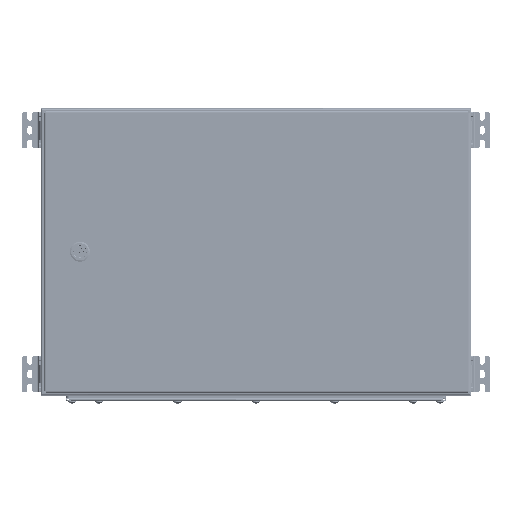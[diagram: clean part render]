
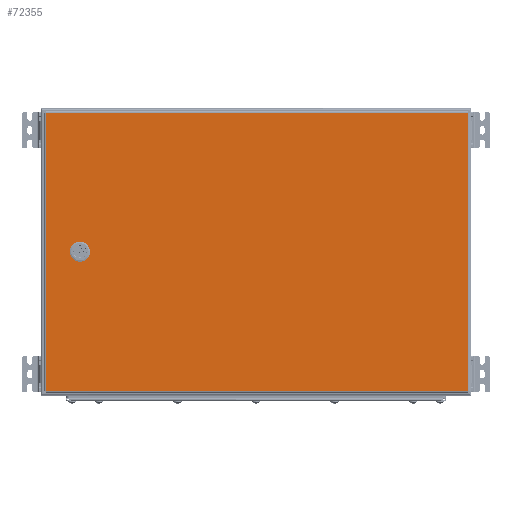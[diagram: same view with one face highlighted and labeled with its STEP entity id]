
A CAD part, top view. The second image highlights one B-rep face of the part: STEP entity #72355.
In plain terms, the highlighted planar face has unit normal (0, 0, 1).
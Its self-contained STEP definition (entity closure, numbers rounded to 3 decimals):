
#65 = CARTESIAN_POINT ( 'NONE',  ( -294.793, -194., 0. ) ) ;
#437 = LINE ( 'NONE', #65, #29971 ) ;
#769 = LINE ( 'NONE', #24165, #30046 ) ;
#1006 = VERTEX_POINT ( 'NONE', #41072 ) ;
#1582 = VERTEX_POINT ( 'NONE', #9851 ) ;
#1619 = CARTESIAN_POINT ( 'NONE',  ( -242.363, -10.25, 0. ) ) ;
#2226 = PLANE ( 'NONE',  #7676 ) ;
#2979 = FACE_OUTER_BOUND ( 'NONE', #44235, .T. ) ;
#3039 = VERTEX_POINT ( 'NONE', #1619 ) ;
#3289 = EDGE_CURVE ( 'NONE', #3039, #58680, #9297, .T. ) ;
#6018 = CARTESIAN_POINT ( 'NONE',  ( 0., -10.25, 0. ) ) ;
#6070 = CARTESIAN_POINT ( 'NONE',  ( 294., -194., 0. ) ) ;
#6203 = CARTESIAN_POINT ( 'NONE',  ( -247., 0., 0. ) ) ;
#6787 = LINE ( 'NONE', #11782, #73920 ) ;
#7676 = AXIS2_PLACEMENT_3D ( 'NONE', #49847, #50592, #73322 ) ;
#8685 = DIRECTION ( 'NONE',  ( 0., 0., 1. ) ) ;
#9297 = CIRCLE ( 'NONE', #53406, 11.25 ) ;
#9547 = EDGE_CURVE ( 'NONE', #48437, #11851, #37225, .T. ) ;
#9851 = CARTESIAN_POINT ( 'NONE',  ( -257.25, 4.637, 0. ) ) ;
#11004 = EDGE_CURVE ( 'NONE', #37070, #11851, #769, .T. ) ;
#11691 = EDGE_CURVE ( 'NONE', #58799, #58921, #69779, .T. ) ;
#11782 = CARTESIAN_POINT ( 'NONE',  ( -294., 194.793, 0. ) ) ;
#11851 = VERTEX_POINT ( 'NONE', #42409 ) ;
#12346 = DIRECTION ( 'NONE',  ( 1., 0., 0. ) ) ;
#13769 = DIRECTION ( 'NONE',  ( -1., 0., 0. ) ) ;
#14033 = DIRECTION ( 'NONE',  ( 1., 0., 0. ) ) ;
#14428 = CARTESIAN_POINT ( 'NONE',  ( -236.75, 4.637, 0. ) ) ;
#15418 = CARTESIAN_POINT ( 'NONE',  ( -251.637, 10.25, 0. ) ) ;
#17128 = DIRECTION ( 'NONE',  ( 0., 1., 0. ) ) ;
#17554 = ORIENTED_EDGE ( 'NONE', *, *, #3289, .F. ) ;
#18954 = AXIS2_PLACEMENT_3D ( 'NONE', #22090, #21714, #57072 ) ;
#20836 = EDGE_CURVE ( 'NONE', #70691, #43846, #33646, .T. ) ;
#21714 = DIRECTION ( 'NONE',  ( 0., 0., 1. ) ) ;
#22090 = CARTESIAN_POINT ( 'NONE',  ( -247., 0., 0. ) ) ;
#22421 = DIRECTION ( 'NONE',  ( 0., 1., 0. ) ) ;
#23441 = CARTESIAN_POINT ( 'NONE',  ( -257.25, 0., 0. ) ) ;
#23655 = ORIENTED_EDGE ( 'NONE', *, *, #20836, .F. ) ;
#24165 = CARTESIAN_POINT ( 'NONE',  ( 0., 10.25, 0. ) ) ;
#25199 = DIRECTION ( 'NONE',  ( 0., 0., 1. ) ) ;
#25526 = CARTESIAN_POINT ( 'NONE',  ( -247., 0., 0. ) ) ;
#26344 = CARTESIAN_POINT ( 'NONE',  ( -247., 0., 0. ) ) ;
#26421 = VECTOR ( 'NONE', #17128, 1000. ) ;
#29971 = VECTOR ( 'NONE', #12346, 1000. ) ;
#30046 = VECTOR ( 'NONE', #69566, 1000. ) ;
#32191 = ORIENTED_EDGE ( 'NONE', *, *, #70101, .F. ) ;
#33646 = CIRCLE ( 'NONE', #18954, 11.25 ) ;
#34194 = ORIENTED_EDGE ( 'NONE', *, *, #11004, .T. ) ;
#34363 = ORIENTED_EDGE ( 'NONE', *, *, #70420, .F. ) ;
#35457 = LINE ( 'NONE', #75107, #61622 ) ;
#35526 = CARTESIAN_POINT ( 'NONE',  ( 294., -194.793, 0. ) ) ;
#37070 = VERTEX_POINT ( 'NONE', #15418 ) ;
#37225 = CIRCLE ( 'NONE', #50744, 11.25 ) ;
#37531 = CARTESIAN_POINT ( 'NONE',  ( -257.25, -4.637, 0. ) ) ;
#39010 = ORIENTED_EDGE ( 'NONE', *, *, #40771, .T. ) ;
#39489 = VECTOR ( 'NONE', #58430, 1000. ) ;
#40368 = EDGE_LOOP ( 'NONE', ( #46850, #34363, #17554, #48891, #23655, #68017, #32191, #34194 ) ) ;
#40771 = EDGE_CURVE ( 'NONE', #65742, #1006, #6787, .T. ) ;
#41072 = CARTESIAN_POINT ( 'NONE',  ( -294., -194., 0. ) ) ;
#42069 = EDGE_CURVE ( 'NONE', #43846, #3039, #57093, .T. ) ;
#42409 = CARTESIAN_POINT ( 'NONE',  ( -242.363, 10.25, 0. ) ) ;
#42932 = LINE ( 'NONE', #66434, #74609 ) ;
#43468 = EDGE_CURVE ( 'NONE', #1006, #58799, #437, .T. ) ;
#43846 = VERTEX_POINT ( 'NONE', #74843 ) ;
#44091 = CARTESIAN_POINT ( 'NONE',  ( -236.75, -4.637, 0. ) ) ;
#44235 = EDGE_LOOP ( 'NONE', ( #55340, #73841, #66325, #39010 ) ) ;
#46850 = ORIENTED_EDGE ( 'NONE', *, *, #9547, .F. ) ;
#48437 = VERTEX_POINT ( 'NONE', #14428 ) ;
#48891 = ORIENTED_EDGE ( 'NONE', *, *, #42069, .F. ) ;
#49041 = EDGE_CURVE ( 'NONE', #58921, #65742, #42932, .T. ) ;
#49847 = CARTESIAN_POINT ( 'NONE',  ( 0., 0., 0. ) ) ;
#50592 = DIRECTION ( 'NONE',  ( 0., 0., -1. ) ) ;
#50744 = AXIS2_PLACEMENT_3D ( 'NONE', #26344, #25199, #73290 ) ;
#53035 = DIRECTION ( 'NONE',  ( 0., 0., 1. ) ) ;
#53406 = AXIS2_PLACEMENT_3D ( 'NONE', #6203, #53035, #75759 ) ;
#55340 = ORIENTED_EDGE ( 'NONE', *, *, #43468, .T. ) ;
#57072 = DIRECTION ( 'NONE',  ( 1., 0., 0. ) ) ;
#57093 = LINE ( 'NONE', #6018, #65421 ) ;
#58430 = DIRECTION ( 'NONE',  ( 0., 1., 0. ) ) ;
#58641 = DIRECTION ( 'NONE',  ( 0., -1., 0. ) ) ;
#58680 = VERTEX_POINT ( 'NONE', #44091 ) ;
#58799 = VERTEX_POINT ( 'NONE', #6070 ) ;
#58921 = VERTEX_POINT ( 'NONE', #71356 ) ;
#59153 = CIRCLE ( 'NONE', #60407, 11.25 ) ;
#60407 = AXIS2_PLACEMENT_3D ( 'NONE', #25526, #8685, #14033 ) ;
#61622 = VECTOR ( 'NONE', #22421, 1000. ) ;
#64341 = LINE ( 'NONE', #23441, #39489 ) ;
#65421 = VECTOR ( 'NONE', #74807, 1000. ) ;
#65742 = VERTEX_POINT ( 'NONE', #66904 ) ;
#66325 = ORIENTED_EDGE ( 'NONE', *, *, #49041, .T. ) ;
#66434 = CARTESIAN_POINT ( 'NONE',  ( 294.793, 194., 0. ) ) ;
#66904 = CARTESIAN_POINT ( 'NONE',  ( -294., 194., 0. ) ) ;
#68017 = ORIENTED_EDGE ( 'NONE', *, *, #71312, .T. ) ;
#69566 = DIRECTION ( 'NONE',  ( 1., 0., 0. ) ) ;
#69779 = LINE ( 'NONE', #35526, #26421 ) ;
#70101 = EDGE_CURVE ( 'NONE', #37070, #1582, #59153, .T. ) ;
#70420 = EDGE_CURVE ( 'NONE', #58680, #48437, #35457, .T. ) ;
#70691 = VERTEX_POINT ( 'NONE', #37531 ) ;
#71312 = EDGE_CURVE ( 'NONE', #70691, #1582, #64341, .T. ) ;
#71356 = CARTESIAN_POINT ( 'NONE',  ( 294., 194., 0. ) ) ;
#72355 = ADVANCED_FACE ( 'NONE', ( #73698, #2979 ), #2226, .F. ) ;
#73290 = DIRECTION ( 'NONE',  ( 1., 0., 0. ) ) ;
#73322 = DIRECTION ( 'NONE',  ( -1., 0., 0. ) ) ;
#73698 = FACE_BOUND ( 'NONE', #40368, .T. ) ;
#73841 = ORIENTED_EDGE ( 'NONE', *, *, #11691, .T. ) ;
#73920 = VECTOR ( 'NONE', #58641, 1000. ) ;
#74609 = VECTOR ( 'NONE', #13769, 1000. ) ;
#74807 = DIRECTION ( 'NONE',  ( 1., 0., 0. ) ) ;
#74843 = CARTESIAN_POINT ( 'NONE',  ( -251.637, -10.25, 0. ) ) ;
#75107 = CARTESIAN_POINT ( 'NONE',  ( -236.75, 0., 0. ) ) ;
#75759 = DIRECTION ( 'NONE',  ( 1., 0., 0. ) ) ;
